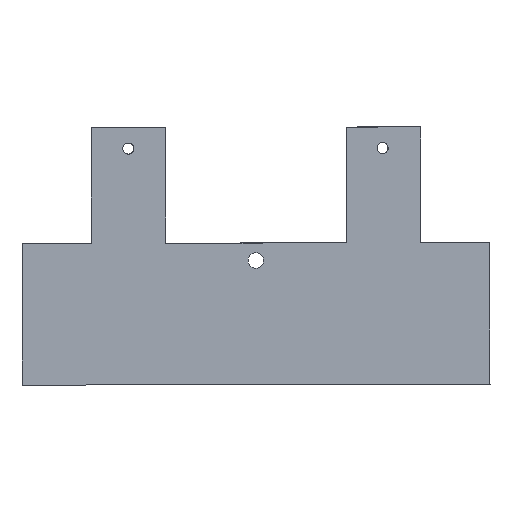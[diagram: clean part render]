
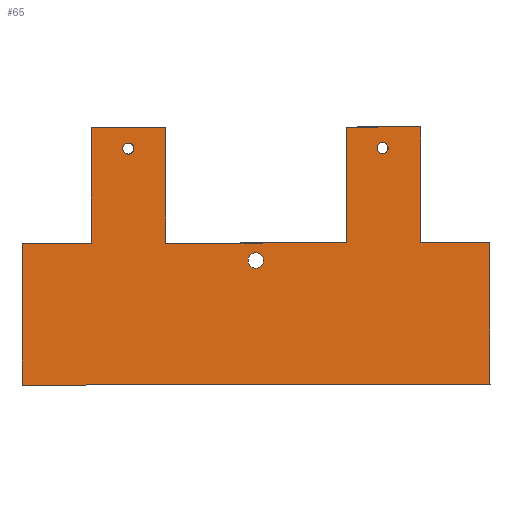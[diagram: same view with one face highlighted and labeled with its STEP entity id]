
A CAD part, top view. The second image highlights one B-rep face of the part: STEP entity #65.
In plain terms, the highlighted planar face has unit normal (0.083, -0.02, 0.996).
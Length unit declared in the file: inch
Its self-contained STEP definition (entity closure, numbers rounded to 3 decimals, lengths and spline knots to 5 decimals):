
#7 = EDGE_CURVE ( 'NONE', #163, #311, #157, .T. ) ;
#12 = ORIENTED_EDGE ( 'NONE', *, *, #7, .T. ) ;
#21 = DIRECTION ( 'NONE',  ( 0., -1., -0.02 ) ) ;
#26 = ORIENTED_EDGE ( 'NONE', *, *, #440, .T. ) ;
#27 = VECTOR ( 'NONE', #451, 39.37008 ) ;
#36 = DIRECTION ( 'NONE',  ( -0.997, 0., 0.083 ) ) ;
#39 = EDGE_LOOP ( 'NONE', ( #567, #648 ) ) ;
#44 = EDGE_CURVE ( 'NONE', #671, #277, #513, .T. ) ;
#46 = VECTOR ( 'NONE', #422, 39.37008 ) ;
#50 = CARTESIAN_POINT ( 'NONE',  ( -15.67247, -10.27441, 9.20868 ) ) ;
#52 = CIRCLE ( 'NONE', #153, 0.08858 ) ;
#62 = DIRECTION ( 'NONE',  ( -0.997, 0., 0.083 ) ) ;
#65 = ADVANCED_FACE ( 'NONE', ( #85, #231, #452, #189 ), #401, .F. ) ;
#66 = VERTEX_POINT ( 'NONE', #87 ) ;
#69 = CARTESIAN_POINT ( 'NONE',  ( -17.01464, -11.54312, 9.29444 ) ) ;
#76 = CARTESIAN_POINT ( 'NONE',  ( -18.12274, -11.34832, 9.39043 ) ) ;
#79 = ORIENTED_EDGE ( 'NONE', *, *, #515, .F. ) ;
#84 = VERTEX_POINT ( 'NONE', #358 ) ;
#85 = FACE_BOUND ( 'NONE', #167, .T. ) ;
#87 = CARTESIAN_POINT ( 'NONE',  ( -14.46034, -11.34111, 9.08637 ) ) ;
#96 = DIRECTION ( 'NONE',  ( 0.083, -0.02, 0.996 ) ) ;
#101 = LINE ( 'NONE', #307, #188 ) ;
#102 = CARTESIAN_POINT ( 'NONE',  ( -19.74171, -12.95117, 9.4924 ) ) ;
#105 = EDGE_CURVE ( 'NONE', #560, #165, #571, .T. ) ;
#109 = CARTESIAN_POINT ( 'NONE',  ( -15.73476, -10.27441, 9.21386 ) ) ;
#114 = DIRECTION ( 'NONE',  ( 0.083, -0.02, 0.996 ) ) ;
#123 = VECTOR ( 'NONE', #411, 39.37008 ) ;
#132 = VERTEX_POINT ( 'NONE', #555 ) ;
#133 = CARTESIAN_POINT ( 'NONE',  ( -15.24265, -11.34265, 9.15132 ) ) ;
#136 = AXIS2_PLACEMENT_3D ( 'NONE', #302, #339, #296 ) ;
#139 = CARTESIAN_POINT ( 'NONE',  ( -15.24265, -11.34265, 9.15132 ) ) ;
#144 = VECTOR ( 'NONE', #476, 39.37008 ) ;
#146 = CARTESIAN_POINT ( 'NONE',  ( -18.48119, -10.28006, 9.44187 ) ) ;
#149 = DIRECTION ( 'NONE',  ( -0.083, 0.02, -0.996 ) ) ;
#153 = AXIS2_PLACEMENT_3D ( 'NONE', #325, #162, #62 ) ;
#157 = CIRCLE ( 'NONE', #659, 0.08858 ) ;
#162 = DIRECTION ( 'NONE',  ( -0.083, 0.02, -0.996 ) ) ;
#163 = VERTEX_POINT ( 'NONE', #69 ) ;
#165 = VERTEX_POINT ( 'NONE', #272 ) ;
#167 = EDGE_LOOP ( 'NONE', ( #263, #474 ) ) ;
#170 = CARTESIAN_POINT ( 'NONE',  ( -17.1912, -11.54312, 9.3091 ) ) ;
#175 = VECTOR ( 'NONE', #220, 39.37008 ) ;
#176 = EDGE_CURVE ( 'NONE', #334, #630, #408, .T. ) ;
#181 = VERTEX_POINT ( 'NONE', #139 ) ;
#188 = VECTOR ( 'NONE', #359, 39.37008 ) ;
#189 = FACE_OUTER_BOUND ( 'NONE', #288, .T. ) ;
#190 = DIRECTION ( 'NONE',  ( -0.083, 0.02, -0.996 ) ) ;
#191 = ORIENTED_EDGE ( 'NONE', *, *, #625, .F. ) ;
#199 = CARTESIAN_POINT ( 'NONE',  ( -18.12274, -11.34832, 9.39043 ) ) ;
#203 = EDGE_LOOP ( 'NONE', ( #26, #12 ) ) ;
#205 = ORIENTED_EDGE ( 'NONE', *, *, #393, .F. ) ;
#206 = CARTESIAN_POINT ( 'NONE',  ( -15.24265, -11.34265, 9.15132 ) ) ;
#208 = VERTEX_POINT ( 'NONE', #676 ) ;
#209 = LINE ( 'NONE', #206, #46 ) ;
#216 = LINE ( 'NONE', #262, #144 ) ;
#218 = ORIENTED_EDGE ( 'NONE', *, *, #488, .F. ) ;
#219 = VECTOR ( 'NONE', #484, 39.37008 ) ;
#220 = DIRECTION ( 'NONE',  ( 0.997, 0.002, -0.083 ) ) ;
#222 = DIRECTION ( 'NONE',  ( -0.997, 0., 0.083 ) ) ;
#223 = VECTOR ( 'NONE', #329, 39.37008 ) ;
#231 = FACE_BOUND ( 'NONE', #39, .T. ) ;
#235 = VERTEX_POINT ( 'NONE', #554 ) ;
#238 = EDGE_CURVE ( 'NONE', #630, #334, #604, .T. ) ;
#242 = EDGE_CURVE ( 'NONE', #481, #84, #308, .T. ) ;
#260 = VERTEX_POINT ( 'NONE', #621 ) ;
#262 = CARTESIAN_POINT ( 'NONE',  ( -14.45989, -12.94078, 9.05389 ) ) ;
#263 = ORIENTED_EDGE ( 'NONE', *, *, #504, .F. ) ;
#267 = ORIENTED_EDGE ( 'NONE', *, *, #542, .F. ) ;
#272 = CARTESIAN_POINT ( 'NONE',  ( -19.74216, -11.3515, 9.52488 ) ) ;
#277 = VERTEX_POINT ( 'NONE', #469 ) ;
#284 = CARTESIAN_POINT ( 'NONE',  ( -17.10292, -11.54312, 9.30177 ) ) ;
#285 = EDGE_CURVE ( 'NONE', #235, #671, #101, .T. ) ;
#286 = ORIENTED_EDGE ( 'NONE', *, *, #44, .F. ) ;
#288 = EDGE_LOOP ( 'NONE', ( #407, #205, #406, #370, #596, #267, #218, #79, #286, #297, #533, #191 ) ) ;
#290 = VECTOR ( 'NONE', #520, 39.37008 ) ;
#293 = DIRECTION ( 'NONE',  ( 0.083, -0.02, 0.996 ) ) ;
#294 = CARTESIAN_POINT ( 'NONE',  ( -19.74216, -11.3515, 9.52488 ) ) ;
#295 = CARTESIAN_POINT ( 'NONE',  ( -16.07977, -11.3443, 9.22082 ) ) ;
#296 = DIRECTION ( 'NONE',  ( -0.997, 0., 0.083 ) ) ;
#297 = ORIENTED_EDGE ( 'NONE', *, *, #285, .F. ) ;
#302 = CARTESIAN_POINT ( 'NONE',  ( -18.54348, -10.28006, 9.44704 ) ) ;
#307 = CARTESIAN_POINT ( 'NONE',  ( -18.96022, -10.04262, 9.48647 ) ) ;
#308 = CIRCLE ( 'NONE', #136, 0.0625 ) ;
#311 = VERTEX_POINT ( 'NONE', #170 ) ;
#319 = AXIS2_PLACEMENT_3D ( 'NONE', #347, #190, #559 ) ;
#324 = LINE ( 'NONE', #588, #219 ) ;
#325 = CARTESIAN_POINT ( 'NONE',  ( -17.10292, -11.54312, 9.30177 ) ) ;
#326 = AXIS2_PLACEMENT_3D ( 'NONE', #376, #114, #222 ) ;
#329 = DIRECTION ( 'NONE',  ( 0.997, 0.002, -0.083 ) ) ;
#334 = VERTEX_POINT ( 'NONE', #109 ) ;
#335 = VECTOR ( 'NONE', #426, 39.37008 ) ;
#339 = DIRECTION ( 'NONE',  ( 0.083, -0.02, 0.996 ) ) ;
#347 = CARTESIAN_POINT ( 'NONE',  ( 0.66918, -0.16338, 8.05635 ) ) ;
#348 = LINE ( 'NONE', #294, #666 ) ;
#358 = CARTESIAN_POINT ( 'NONE',  ( -18.60576, -10.28006, 9.45222 ) ) ;
#359 = DIRECTION ( 'NONE',  ( 0.997, 0.002, -0.083 ) ) ;
#370 = ORIENTED_EDGE ( 'NONE', *, *, #389, .F. ) ;
#374 = AXIS2_PLACEMENT_3D ( 'NONE', #438, #293, #450 ) ;
#376 = CARTESIAN_POINT ( 'NONE',  ( -18.54348, -10.28006, 9.44704 ) ) ;
#383 = VECTOR ( 'NONE', #21, 39.37008 ) ;
#388 = LINE ( 'NONE', #595, #223 ) ;
#389 = EDGE_CURVE ( 'NONE', #181, #66, #209, .T. ) ;
#392 = CARTESIAN_POINT ( 'NONE',  ( -18.1231, -10.04098, 9.41697 ) ) ;
#393 = EDGE_CURVE ( 'NONE', #132, #560, #324, .T. ) ;
#400 = LINE ( 'NONE', #295, #27 ) ;
#401 = PLANE ( 'NONE',  #319 ) ;
#406 = ORIENTED_EDGE ( 'NONE', *, *, #443, .F. ) ;
#407 = ORIENTED_EDGE ( 'NONE', *, *, #105, .F. ) ;
#408 = CIRCLE ( 'NONE', #374, 0.0625 ) ;
#409 = AXIS2_PLACEMENT_3D ( 'NONE', #50, #96, #473 ) ;
#411 = DIRECTION ( 'NONE',  ( 0., -1., -0.02 ) ) ;
#413 = DIRECTION ( 'NONE',  ( 0.997, 0.002, -0.083 ) ) ;
#416 = CARTESIAN_POINT ( 'NONE',  ( -15.61018, -10.27441, 9.20351 ) ) ;
#418 = EDGE_CURVE ( 'NONE', #505, #235, #535, .T. ) ;
#422 = DIRECTION ( 'NONE',  ( 0.997, 0.002, -0.083 ) ) ;
#426 = DIRECTION ( 'NONE',  ( 0., 1., 0.02 ) ) ;
#438 = CARTESIAN_POINT ( 'NONE',  ( -15.67247, -10.27441, 9.20868 ) ) ;
#439 = LINE ( 'NONE', #76, #175 ) ;
#440 = EDGE_CURVE ( 'NONE', #311, #163, #52, .T. ) ;
#443 = EDGE_CURVE ( 'NONE', #66, #132, #216, .T. ) ;
#450 = DIRECTION ( 'NONE',  ( -0.997, 0., 0.083 ) ) ;
#451 = DIRECTION ( 'NONE',  ( 0., 1., 0.02 ) ) ;
#452 = FACE_BOUND ( 'NONE', #203, .T. ) ;
#469 = CARTESIAN_POINT ( 'NONE',  ( -18.12274, -11.34832, 9.39043 ) ) ;
#471 = CIRCLE ( 'NONE', #326, 0.0625 ) ;
#473 = DIRECTION ( 'NONE',  ( -0.997, 0., 0.083 ) ) ;
#474 = ORIENTED_EDGE ( 'NONE', *, *, #242, .F. ) ;
#476 = DIRECTION ( 'NONE',  ( 0., -1., -0.02 ) ) ;
#481 = VERTEX_POINT ( 'NONE', #146 ) ;
#482 = CARTESIAN_POINT ( 'NONE',  ( -18.95985, -11.34996, 9.45993 ) ) ;
#484 = DIRECTION ( 'NONE',  ( -0.997, -0.002, 0.083 ) ) ;
#488 = EDGE_CURVE ( 'NONE', #260, #631, #400, .T. ) ;
#504 = EDGE_CURVE ( 'NONE', #84, #481, #471, .T. ) ;
#505 = VERTEX_POINT ( 'NONE', #482 ) ;
#511 = EDGE_CURVE ( 'NONE', #208, #181, #548, .T. ) ;
#513 = LINE ( 'NONE', #199, #123 ) ;
#515 = EDGE_CURVE ( 'NONE', #277, #260, #439, .T. ) ;
#520 = DIRECTION ( 'NONE',  ( 0., 1., 0.02 ) ) ;
#533 = ORIENTED_EDGE ( 'NONE', *, *, #418, .F. ) ;
#535 = LINE ( 'NONE', #629, #335 ) ;
#542 = EDGE_CURVE ( 'NONE', #631, #208, #388, .T. ) ;
#548 = LINE ( 'NONE', #133, #383 ) ;
#554 = CARTESIAN_POINT ( 'NONE',  ( -18.96022, -10.04262, 9.48647 ) ) ;
#555 = CARTESIAN_POINT ( 'NONE',  ( -14.45989, -12.94078, 9.05389 ) ) ;
#559 = DIRECTION ( 'NONE',  ( -0.997, 0., 0.083 ) ) ;
#560 = VERTEX_POINT ( 'NONE', #591 ) ;
#567 = ORIENTED_EDGE ( 'NONE', *, *, #176, .F. ) ;
#571 = LINE ( 'NONE', #102, #290 ) ;
#582 = CARTESIAN_POINT ( 'NONE',  ( -16.08014, -10.03696, 9.24736 ) ) ;
#588 = CARTESIAN_POINT ( 'NONE',  ( -19.74171, -12.95117, 9.4924 ) ) ;
#591 = CARTESIAN_POINT ( 'NONE',  ( -19.74171, -12.95117, 9.4924 ) ) ;
#595 = CARTESIAN_POINT ( 'NONE',  ( -16.08014, -10.03696, 9.24736 ) ) ;
#596 = ORIENTED_EDGE ( 'NONE', *, *, #511, .F. ) ;
#604 = CIRCLE ( 'NONE', #409, 0.0625 ) ;
#621 = CARTESIAN_POINT ( 'NONE',  ( -16.07977, -11.3443, 9.22082 ) ) ;
#625 = EDGE_CURVE ( 'NONE', #165, #505, #348, .T. ) ;
#629 = CARTESIAN_POINT ( 'NONE',  ( -18.95985, -11.34996, 9.45993 ) ) ;
#630 = VERTEX_POINT ( 'NONE', #416 ) ;
#631 = VERTEX_POINT ( 'NONE', #582 ) ;
#648 = ORIENTED_EDGE ( 'NONE', *, *, #238, .F. ) ;
#659 = AXIS2_PLACEMENT_3D ( 'NONE', #284, #149, #36 ) ;
#666 = VECTOR ( 'NONE', #413, 39.37008 ) ;
#671 = VERTEX_POINT ( 'NONE', #392 ) ;
#676 = CARTESIAN_POINT ( 'NONE',  ( -15.24302, -10.03531, 9.17786 ) ) ;
